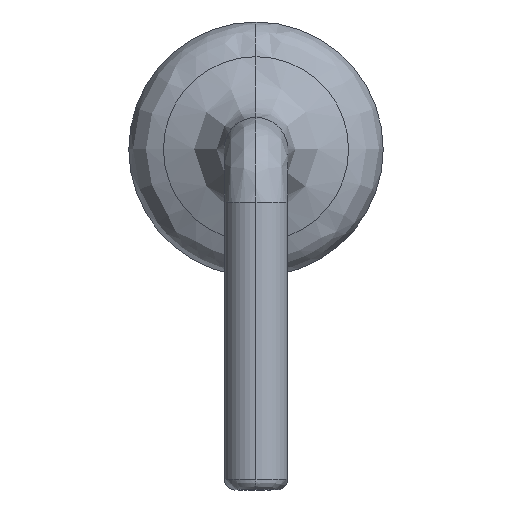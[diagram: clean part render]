
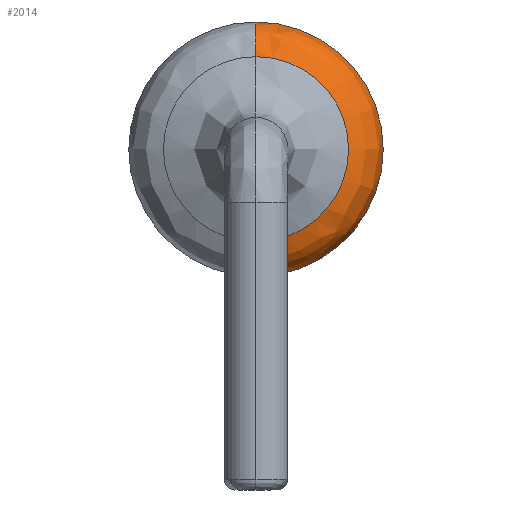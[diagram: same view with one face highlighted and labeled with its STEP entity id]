
A CAD part, left-side view. The second image highlights one B-rep face of the part: STEP entity #2014.
In plain terms, the highlighted free-form (B-spline) face has degree [3, 3] with [4, 4] control points.
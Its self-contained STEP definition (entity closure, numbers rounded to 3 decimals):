
#153 = CARTESIAN_POINT ( 'NONE',  ( -3.257, -2.142, 2.284 ) ) ;
#172 = CIRCLE ( 'NONE', #2399, 0.873 ) ;
#197 = EDGE_CURVE ( 'NONE', #1583, #2178, #1849, .T. ) ;
#301 = CARTESIAN_POINT ( 'NONE',  ( -2.9, 0., 2.013 ) ) ;
#335 = CARTESIAN_POINT ( 'NONE',  ( -2.9, 0., 2.413 ) ) ;
#374 = CARTESIAN_POINT ( 'NONE',  ( -3.293, 0., 2.086 ) ) ;
#379 = CARTESIAN_POINT ( 'NONE',  ( -2.9, 0., 0.013 ) ) ;
#386 = CIRCLE ( 'NONE', #509, 0.4 ) ;
#489 = DIRECTION ( 'NONE',  ( 0., 0., 1. ) ) ;
#509 = AXIS2_PLACEMENT_3D ( 'NONE', #2380, #906, #716 ) ;
#528 = CARTESIAN_POINT ( 'NONE',  ( -3.293, 0., 0.34 ) ) ;
#538 = EDGE_CURVE ( 'NONE', #1583, #634, #1809, .T. ) ;
#559 = DIRECTION ( 'NONE',  ( 0., 0., -1. ) ) ;
#576 = CARTESIAN_POINT ( 'NONE',  ( -3.102, 0., 2.413 ) ) ;
#615 = CARTESIAN_POINT ( 'NONE',  ( -3.293, 0., 2.086 ) ) ;
#634 = VERTEX_POINT ( 'NONE', #671 ) ;
#650 = AXIS2_PLACEMENT_3D ( 'NONE', #1450, #1869, #2464 ) ;
#671 = CARTESIAN_POINT ( 'NONE',  ( -2.9, 0., 0.013 ) ) ;
#716 = DIRECTION ( 'NONE',  ( 0., 0., -1. ) ) ;
#760 = CARTESIAN_POINT ( 'NONE',  ( -3.293, -1.745, 0.34 ) ) ;
#811 = EDGE_LOOP ( 'NONE', ( #1646, #2427, #1999, #1629 ) ) ;
#906 = DIRECTION ( 'NONE',  ( 0., 1., 0. ) ) ;
#921 = FACE_OUTER_BOUND ( 'NONE', #811, .T. ) ;
#982 = CARTESIAN_POINT ( 'NONE',  ( -3.293, 0., 0.34 ) ) ;
#1179 = CARTESIAN_POINT ( 'NONE',  ( -3.293, -1.745, 2.086 ) ) ;
#1193 = CARTESIAN_POINT ( 'NONE',  ( -2.9, -2.4, 0.013 ) ) ;
#1225 = CARTESIAN_POINT ( 'NONE',  ( -2.9, 0., 2.413 ) ) ;
#1385 = CARTESIAN_POINT ( 'NONE',  ( -3.257, -2.142, 0.142 ) ) ;
#1450 = CARTESIAN_POINT ( 'NONE',  ( -2.9, 0., 1.213 ) ) ;
#1583 = VERTEX_POINT ( 'NONE', #335 ) ;
#1629 = ORIENTED_EDGE ( 'NONE', *, *, #1982, .F. ) ;
#1646 = ORIENTED_EDGE ( 'NONE', *, *, #538, .F. ) ;
#1797 =( BOUNDED_SURFACE ( )  B_SPLINE_SURFACE ( 3, 3, ( 
 ( #1225, #1811, #1193, #379 ),
 ( #576, #1821, #1989, #2646 ),
 ( #2016, #153, #1385, #2028 ),
 ( #615, #1179, #760, #982 ) ),
 .UNSPECIFIED., .F., .F., .F. ) 
 B_SPLINE_SURFACE_WITH_KNOTS ( ( 4, 4 ),
 ( 4, 4 ),
 ( 0., 1. ),
 ( 0., 1. ),
 .UNSPECIFIED. ) 
 GEOMETRIC_REPRESENTATION_ITEM ( )  RATIONAL_B_SPLINE_SURFACE ( (
 ( 1., 0.333, 0.333, 1.),
 ( 0.846, 0.282, 0.282, 0.846),
 ( 0.846, 0.282, 0.282, 0.846),
 ( 1., 0.333, 0.333, 1.) ) ) 
 REPRESENTATION_ITEM ( '' )  SURFACE ( )  );
#1809 = CIRCLE ( 'NONE', #650, 1.2 ) ;
#1811 = CARTESIAN_POINT ( 'NONE',  ( -2.9, -2.4, 2.413 ) ) ;
#1821 = CARTESIAN_POINT ( 'NONE',  ( -3.102, -2.4, 2.413 ) ) ;
#1849 = CIRCLE ( 'NONE', #2452, 0.4 ) ;
#1869 = DIRECTION ( 'NONE',  ( 1., 0., 0. ) ) ;
#1977 = VERTEX_POINT ( 'NONE', #528 ) ;
#1982 = EDGE_CURVE ( 'NONE', #634, #1977, #386, .T. ) ;
#1989 = CARTESIAN_POINT ( 'NONE',  ( -3.102, -2.4, 0.013 ) ) ;
#1999 = ORIENTED_EDGE ( 'NONE', *, *, #2388, .T. ) ;
#2014 = ADVANCED_FACE ( 'NONE', ( #921 ), #1797, .T. ) ;
#2016 = CARTESIAN_POINT ( 'NONE',  ( -3.257, 0., 2.284 ) ) ;
#2028 = CARTESIAN_POINT ( 'NONE',  ( -3.257, 0., 0.142 ) ) ;
#2178 = VERTEX_POINT ( 'NONE', #374 ) ;
#2199 = DIRECTION ( 'NONE',  ( 1., 0., 0. ) ) ;
#2351 = DIRECTION ( 'NONE',  ( 0., -1., 0. ) ) ;
#2380 = CARTESIAN_POINT ( 'NONE',  ( -2.9, 0., 0.413 ) ) ;
#2388 = EDGE_CURVE ( 'NONE', #2178, #1977, #172, .T. ) ;
#2399 = AXIS2_PLACEMENT_3D ( 'NONE', #2403, #2199, #559 ) ;
#2403 = CARTESIAN_POINT ( 'NONE',  ( -3.293, 0., 1.213 ) ) ;
#2427 = ORIENTED_EDGE ( 'NONE', *, *, #197, .T. ) ;
#2452 = AXIS2_PLACEMENT_3D ( 'NONE', #301, #2351, #489 ) ;
#2464 = DIRECTION ( 'NONE',  ( 0., 0., -1. ) ) ;
#2646 = CARTESIAN_POINT ( 'NONE',  ( -3.102, 0., 0.013 ) ) ;
